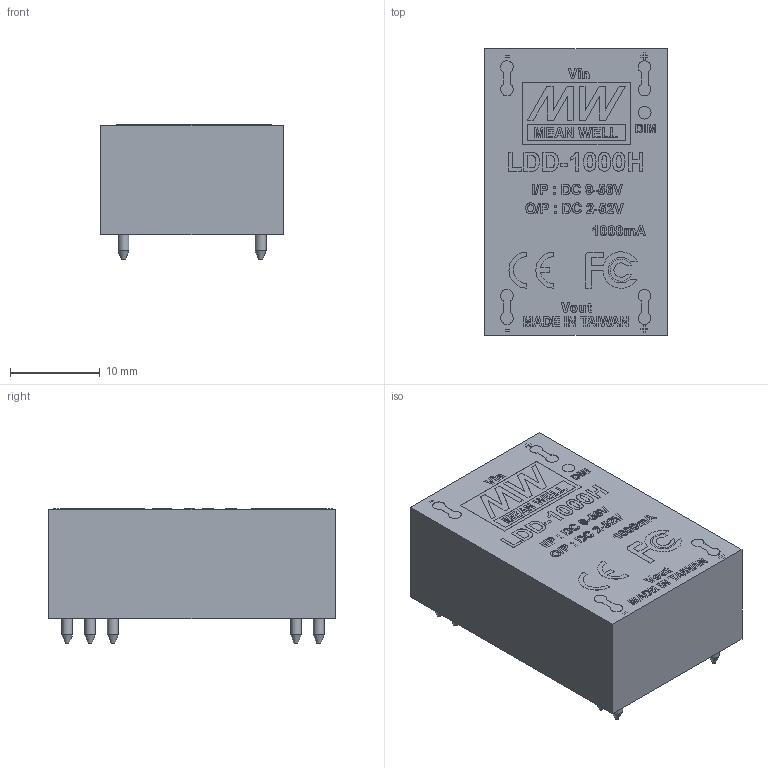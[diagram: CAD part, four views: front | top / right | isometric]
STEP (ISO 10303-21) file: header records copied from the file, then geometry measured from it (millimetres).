
FILE_DESCRIPTION(('FreeCAD Model'),'2;1');
FILE_NAME('minus001_sp.step', '2018-02-10T08:54:11',('kicad StepUp'),('ksu MCAD'), 'Open CASCADE STEP processor 6.8','FreeCAD','Unknown');
FILE_SCHEMA(('AUTOMOTIVE_DESIGN_CC2 { 1 2 10303 214 -1 1 5 4 }'));
Length unit declared in the file: millimetre
Products named in the file (1): minus001_sp
Bounding box: 20.34 x 31.86 x 15.11 mm (x, y, z)
Volume: 7934.6 mm3; surface area: 3017.1 mm2
Topology: 105 solids, 105 shells, 1274 faces, 3192 edges, 2128 vertices
Faces by surface type: plane 758, extrusion 477, cylinder 30, cone 9
Full cylindrical faces by diameter (mm): 1.2 x9, 1.4 x1
Entity records: 47073 total; most frequent: CARTESIAN_POINT 9457, ORIENTED_EDGE 6384, DIRECTION 4389, EDGE_CURVE 3192, VECTOR 2637, LINE 2160, VERTEX_POINT 2128, B_SPLINE_CURVE_WITH_KNOTS 1431
